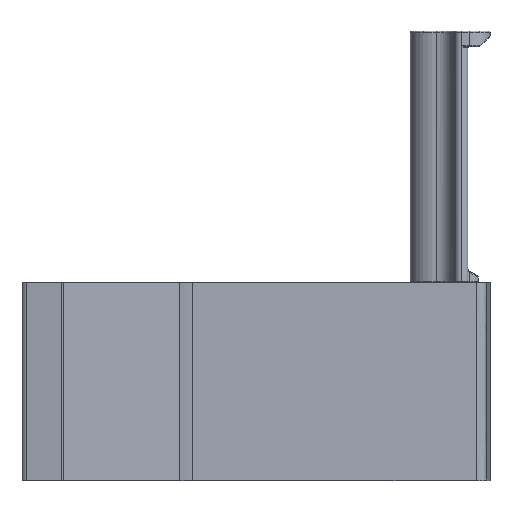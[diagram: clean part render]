
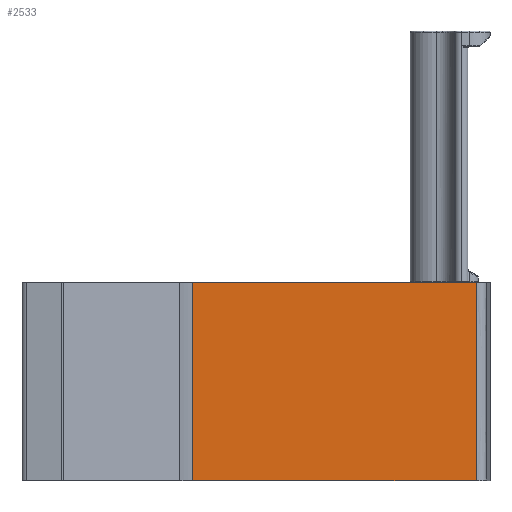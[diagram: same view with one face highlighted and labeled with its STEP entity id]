
A CAD part, front view. The second image highlights one B-rep face of the part: STEP entity #2533.
In plain terms, the highlighted planar face has unit normal (-0.013, -1, 0).
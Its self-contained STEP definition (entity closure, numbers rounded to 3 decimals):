
#285=LINE('',#3844,#467);
#286=LINE('',#3846,#468);
#287=LINE('',#3847,#469);
#467=VECTOR('',#3015,10.);
#468=VECTOR('',#3016,10.);
#469=VECTOR('',#3017,10.);
#649=PLANE('',#2706);
#693=FACE_OUTER_BOUND('',#851,.T.);
#851=EDGE_LOOP('',(#1701,#1702,#1703,#1704));
#1014=B_SPLINE_CURVE_WITH_KNOTS('',3,(#3838,#3839,#3840,#3841),
 .UNSPECIFIED.,.F.,.F.,(4,4),(0.,1.9),.UNSPECIFIED.);
#1048=VERTEX_POINT('',#3822);
#1051=VERTEX_POINT('',#3833);
#1052=VERTEX_POINT('',#3843);
#1053=VERTEX_POINT('',#3845);
#1298=EDGE_CURVE('',#1051,#1048,#1014,.T.);
#1299=EDGE_CURVE('',#1052,#1051,#285,.T.);
#1300=EDGE_CURVE('',#1052,#1053,#286,.T.);
#1301=EDGE_CURVE('',#1048,#1053,#287,.T.);
#1701=ORIENTED_EDGE('',*,*,#1298,.F.);
#1702=ORIENTED_EDGE('',*,*,#1299,.F.);
#1703=ORIENTED_EDGE('',*,*,#1300,.T.);
#1704=ORIENTED_EDGE('',*,*,#1301,.F.);
#2533=ADVANCED_FACE('',(#693),#649,.T.);
#2706=AXIS2_PLACEMENT_3D('',#3842,#3013,#3014);
#3013=DIRECTION('center_axis',(-0.013,-1.,0.));
#3014=DIRECTION('ref_axis',(-1.,0.013,0.));
#3015=DIRECTION('',(1.,-0.013,0.));
#3016=DIRECTION('',(0.,0.,-1.));
#3017=DIRECTION('',(-1.,0.013,0.));
#3822=CARTESIAN_POINT('',(14.254,-8.357,-45.1));
#3833=CARTESIAN_POINT('',(14.254,-8.357,-26.1));
#3838=CARTESIAN_POINT('Ctrl Pts',(14.254,-8.357,-26.1));
#3839=CARTESIAN_POINT('Ctrl Pts',(14.254,-8.357,-32.433));
#3840=CARTESIAN_POINT('Ctrl Pts',(14.254,-8.357,-38.767));
#3841=CARTESIAN_POINT('Ctrl Pts',(14.254,-8.357,-45.1));
#3842=CARTESIAN_POINT('Origin',(15.196,-8.369,-26.1));
#3843=CARTESIAN_POINT('',(-12.875,-7.999,-26.1));
#3844=CARTESIAN_POINT('',(-12.875,-7.999,-26.1));
#3845=CARTESIAN_POINT('',(-12.875,-7.999,-45.1));
#3846=CARTESIAN_POINT('',(-12.875,-7.999,-26.1));
#3847=CARTESIAN_POINT('',(-12.875,-7.999,-45.1));
